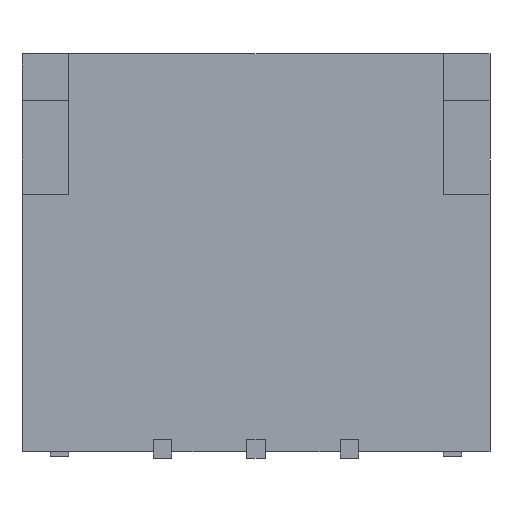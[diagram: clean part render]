
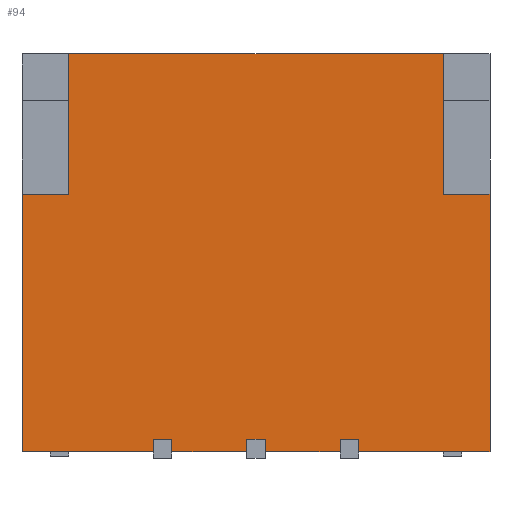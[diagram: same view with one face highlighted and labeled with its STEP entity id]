
A CAD part, front view. The second image highlights one B-rep face of the part: STEP entity #94.
In plain terms, the highlighted planar face has unit normal (0, -1, 0).
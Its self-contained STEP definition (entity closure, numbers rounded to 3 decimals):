
#13=DIRECTION('',(0.,0.,1.));
#21=EDGE_CURVE('',#22,#24,#26,.T.);
#22=VERTEX_POINT('',#23);
#23=CARTESIAN_POINT('',(-2.5,-1.1,0.07));
#24=VERTEX_POINT('',#25);
#25=CARTESIAN_POINT('',(-2.5,-1.1,2.82));
#26=LINE('',#23,#27);
#27=VECTOR('',#13,1.);
#34=DIRECTION('',(0.,1.,0.));
#68=CARTESIAN_POINT('',(-2.5,-1.1,4.32));
#74=VECTOR('',#75,1.);
#75=DIRECTION('',(0.,0.,-1.));
#93=DIRECTION('',(1.,0.,0.));
#94=ADVANCED_FACE('',(#95),#191,.F.);
#95=FACE_BOUND('',#96,.F.);
#96=EDGE_LOOP('',(#97,#104,#110,#115,#120,#125,#129,#134,#139,#144,#148,#153,#158,#163,#165,#166,#171,#178,#183,#188));
#97=ORIENTED_EDGE('',*,*,#98,.F.);
#98=EDGE_CURVE('',#99,#101,#103,.T.);
#99=VERTEX_POINT('',#100);
#100=CARTESIAN_POINT('',(2.5,-1.1,0.07));
#101=VERTEX_POINT('',#102);
#102=CARTESIAN_POINT('',(2.5,-1.1,2.82));
#103=LINE('',#100,#27);
#104=ORIENTED_EDGE('',*,*,#105,.F.);
#105=EDGE_CURVE('',#106,#99,#108,.T.);
#106=VERTEX_POINT('',#107);
#107=CARTESIAN_POINT('',(1.1,-1.1,0.07));
#108=LINE('',#23,#109);
#109=VECTOR('',#93,1.);
#110=ORIENTED_EDGE('',*,*,#111,.F.);
#111=EDGE_CURVE('',#112,#106,#114,.T.);
#112=VERTEX_POINT('',#113);
#113=CARTESIAN_POINT('',(1.1,-1.1,0.2));
#114=LINE('',#113,#74);
#115=ORIENTED_EDGE('',*,*,#116,.F.);
#116=EDGE_CURVE('',#117,#112,#119,.T.);
#117=VERTEX_POINT('',#118);
#118=CARTESIAN_POINT('',(0.9,-1.1,0.2));
#119=LINE('',#118,#109);
#120=ORIENTED_EDGE('',*,*,#121,.T.);
#121=EDGE_CURVE('',#117,#122,#124,.T.);
#122=VERTEX_POINT('',#123);
#123=CARTESIAN_POINT('',(0.9,-1.1,0.07));
#124=LINE('',#118,#74);
#125=ORIENTED_EDGE('',*,*,#126,.F.);
#126=EDGE_CURVE('',#127,#122,#108,.T.);
#127=VERTEX_POINT('',#128);
#128=CARTESIAN_POINT('',(0.1,-1.1,0.07));
#129=ORIENTED_EDGE('',*,*,#130,.F.);
#130=EDGE_CURVE('',#131,#127,#133,.T.);
#131=VERTEX_POINT('',#132);
#132=CARTESIAN_POINT('',(0.1,-1.1,0.2));
#133=LINE('',#132,#74);
#134=ORIENTED_EDGE('',*,*,#135,.F.);
#135=EDGE_CURVE('',#136,#131,#138,.T.);
#136=VERTEX_POINT('',#137);
#137=CARTESIAN_POINT('',(-0.1,-1.1,0.2));
#138=LINE('',#137,#109);
#139=ORIENTED_EDGE('',*,*,#140,.T.);
#140=EDGE_CURVE('',#136,#141,#143,.T.);
#141=VERTEX_POINT('',#142);
#142=CARTESIAN_POINT('',(-0.1,-1.1,0.07));
#143=LINE('',#137,#74);
#144=ORIENTED_EDGE('',*,*,#145,.F.);
#145=EDGE_CURVE('',#146,#141,#108,.T.);
#146=VERTEX_POINT('',#147);
#147=CARTESIAN_POINT('',(-0.9,-1.1,0.07));
#148=ORIENTED_EDGE('',*,*,#149,.F.);
#149=EDGE_CURVE('',#150,#146,#152,.T.);
#150=VERTEX_POINT('',#151);
#151=CARTESIAN_POINT('',(-0.9,-1.1,0.2));
#152=LINE('',#151,#74);
#153=ORIENTED_EDGE('',*,*,#154,.F.);
#154=EDGE_CURVE('',#155,#150,#157,.T.);
#155=VERTEX_POINT('',#156);
#156=CARTESIAN_POINT('',(-1.1,-1.1,0.2));
#157=LINE('',#156,#109);
#158=ORIENTED_EDGE('',*,*,#159,.T.);
#159=EDGE_CURVE('',#155,#160,#162,.T.);
#160=VERTEX_POINT('',#161);
#161=CARTESIAN_POINT('',(-1.1,-1.1,0.07));
#162=LINE('',#156,#74);
#163=ORIENTED_EDGE('',*,*,#164,.F.);
#164=EDGE_CURVE('',#22,#160,#108,.T.);
#165=ORIENTED_EDGE('',*,*,#21,.T.);
#166=ORIENTED_EDGE('',*,*,#167,.T.);
#167=EDGE_CURVE('',#24,#168,#170,.T.);
#168=VERTEX_POINT('',#169);
#169=CARTESIAN_POINT('',(-2.,-1.1,2.82));
#170=LINE('',#25,#109);
#171=ORIENTED_EDGE('',*,*,#172,.T.);
#172=EDGE_CURVE('',#168,#173,#175,.T.);
#173=VERTEX_POINT('',#174);
#174=CARTESIAN_POINT('',(-2.,-1.1,4.32));
#175=LINE('',#169,#176);
#176=VECTOR('',#177,1.);
#177=DIRECTION('',(0.,0.,1.));
#178=ORIENTED_EDGE('',*,*,#179,.T.);
#179=EDGE_CURVE('',#173,#180,#182,.T.);
#180=VERTEX_POINT('',#181);
#181=CARTESIAN_POINT('',(2.,-1.1,4.32));
#182=LINE('',#68,#109);
#183=ORIENTED_EDGE('',*,*,#184,.F.);
#184=EDGE_CURVE('',#185,#180,#187,.T.);
#185=VERTEX_POINT('',#186);
#186=CARTESIAN_POINT('',(2.,-1.1,2.82));
#187=LINE('',#186,#176);
#188=ORIENTED_EDGE('',*,*,#189,.T.);
#189=EDGE_CURVE('',#185,#101,#190,.T.);
#190=LINE('',#186,#109);
#191=PLANE('',#192);
#192=AXIS2_PLACEMENT_3D('',#23,#34,#13);
